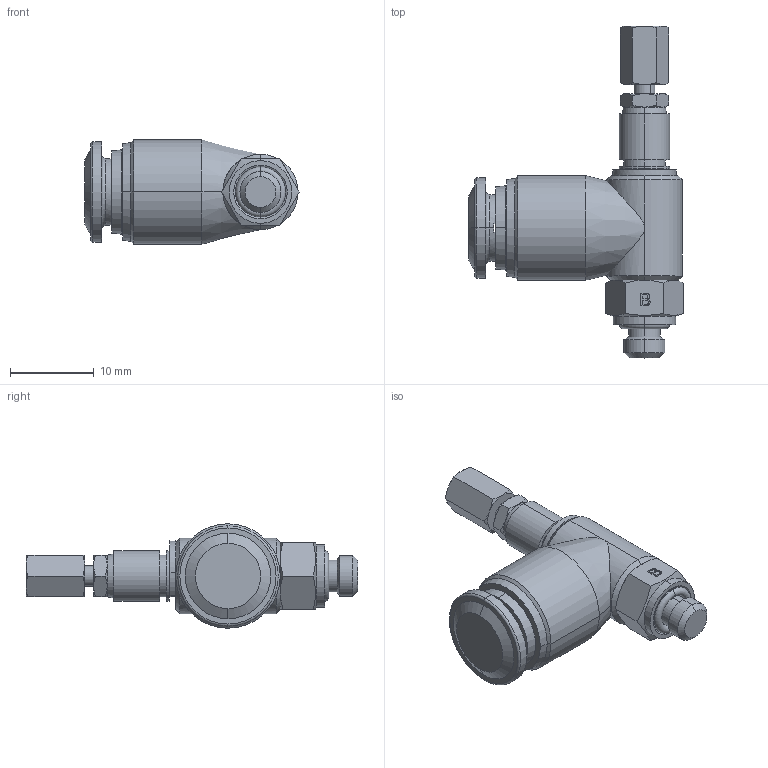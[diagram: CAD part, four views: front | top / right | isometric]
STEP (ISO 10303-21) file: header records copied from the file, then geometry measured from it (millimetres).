
FILE_DESCRIPTION (( 'STEP AP214' ), '1' );
FILE_NAME ('5792500007A.step', '2012-10-22T17:42:21', ( '' ), ( '' ), 'SwSTEP 2.0', 'SolidWorks 2012', '' );
FILE_SCHEMA (( 'AUTOMOTIVE_DESIGN' ));
Length unit declared in the file: millimetre
Products named in the file (1): 5792500007A
Bounding box: 25.62 x 39.7 x 12.5 mm (x, y, z)
Volume: 3414.7 mm3; surface area: 1892.5 mm2
Topology: 1 solids, 1 shells, 170 faces, 396 edges, 242 vertices
Faces by surface type: cone 56, plane 56, cylinder 34, torus 14, bspline 10
Entity records: 5803 total; most frequent: CARTESIAN_POINT 1745, ORIENTED_EDGE 792, DIRECTION 788, EDGE_CURVE 396, AXIS2_PLACEMENT_3D 325, VERTEX_POINT 242, EDGE_LOOP 186, ADVANCED_FACE 170
